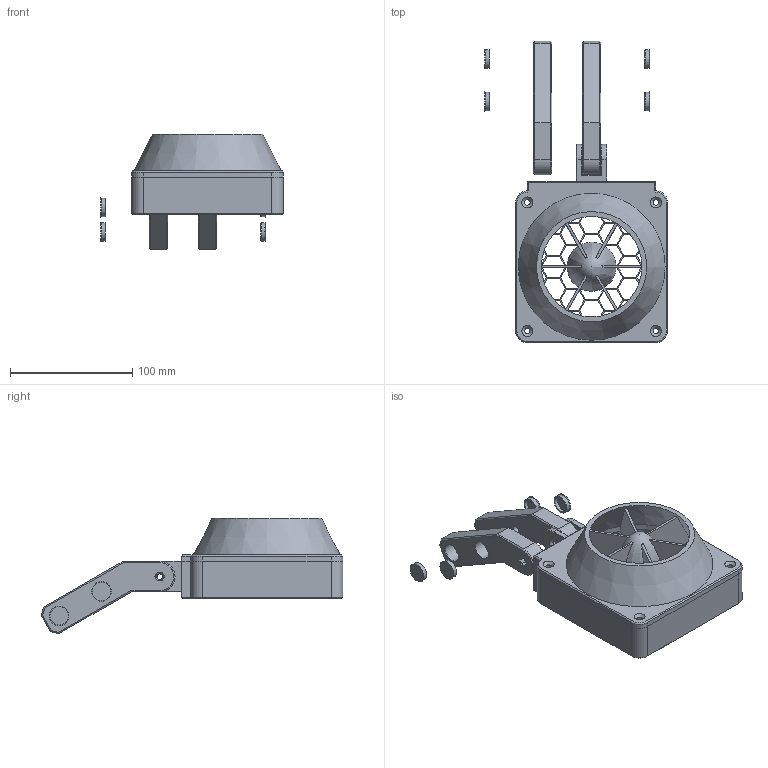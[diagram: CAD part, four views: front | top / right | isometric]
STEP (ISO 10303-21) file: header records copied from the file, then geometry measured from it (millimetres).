
FILE_DESCRIPTION(/* description */ ('','CAx-IF Rec.Pracs.---Representation and Presentation of Product Manufacturing Information (PMI)---4.0---2014-10-13'),/* implementation_level */ '2;1');
FILE_NAME(/* name */ 'Wind Sim - Full Assembly.step',/* time_stamp */ '2025-02-25T21:03:47-05:00',/* author */ (''),/* organization */ (''),/* preprocessor_version */ 'ST-DEVELOPER v20',/* originating_system */ 'Autodesk Translation Framework v13.20.0.188',/* authorisation */ '');
FILE_SCHEMA (('AP242_MANAGED_MODEL_BASED_3D_ENGINEERING_MIM_LF { 1 0 10303 442 1 1 4 }'));
Length unit declared in the file: millimetre
Products named in the file (1): Wind Sim fan box
Bounding box: 149.5 x 246.28 x 94.4 mm (x, y, z)
Volume: 274077.2 mm3; surface area: 141043.2 mm2
Topology: 10 solids, 10 shells, 578 faces, 1527 edges, 975 vertices
Faces by surface type: plane 434, cylinder 91, cone 52, bspline 1
Full cylindrical faces by diameter (mm): 4.5 x14, 6.5 x4, 9.75 x3, 13 x4, 15 x8, 120 x2, 122 x2
Entity records: 18053 total; most frequent: CARTESIAN_POINT 3355, ORIENTED_EDGE 3052, DIRECTION 2899, EDGE_CURVE 1526, LINE 1229, VECTOR 1229, VERTEX_POINT 975, AXIS2_PLACEMENT_3D 835
